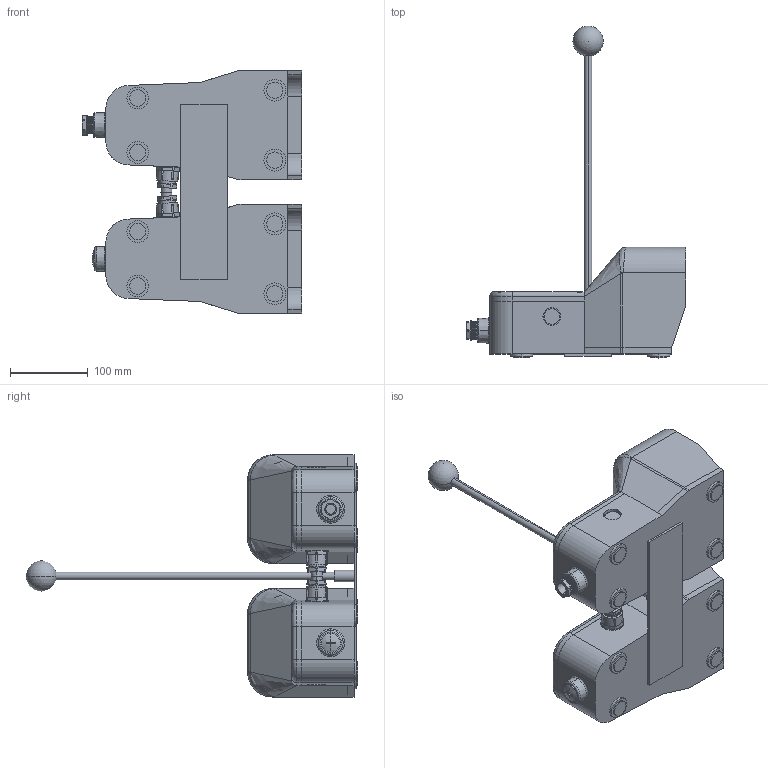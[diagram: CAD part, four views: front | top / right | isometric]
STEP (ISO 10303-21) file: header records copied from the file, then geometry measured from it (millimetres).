
FILE_DESCRIPTION (( 'STEP AP214' ), '1' );
FILE_NAME ('APD1224-V0-M.step', '2016-03-08T21:17:42', ( '' ), ( '' ), 'SwSTEP 2.0', 'SolidWorks 2015', '' );
FILE_SCHEMA (( 'AUTOMOTIVE_DESIGN' ));
Length unit declared in the file: inch
Products named in the file (1): APD1224-V0-M
Bounding box: 282.25 x 427.15 x 312 mm (x, y, z)
Volume: 3239998.4 mm3; surface area: 584862.3 mm2
Topology: 38 solids, 39 shells, 865 faces, 2169 edges, 1407 vertices
Faces by surface type: plane 514, cylinder 237, bspline 40, torus 36, cone 34, sphere 4
Entity records: 41963 total; most frequent: CARTESIAN_POINT 9768, ORIENTED_EDGE 4320, DIRECTION 4131, EDGE_CURVE 2160, AXIS2_PLACEMENT_3D 1453, VERTEX_POINT 1404, LINE 1225, VECTOR 1225
